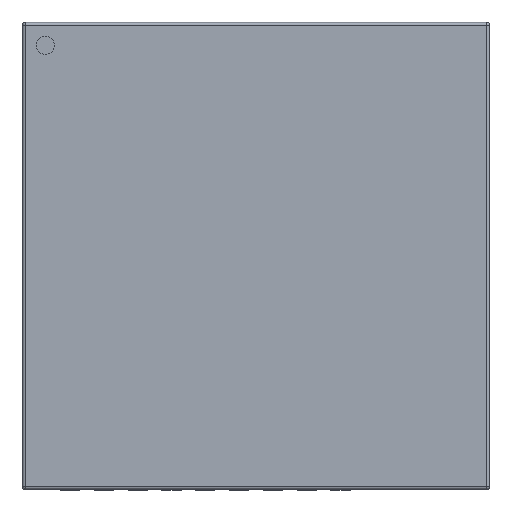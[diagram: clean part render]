
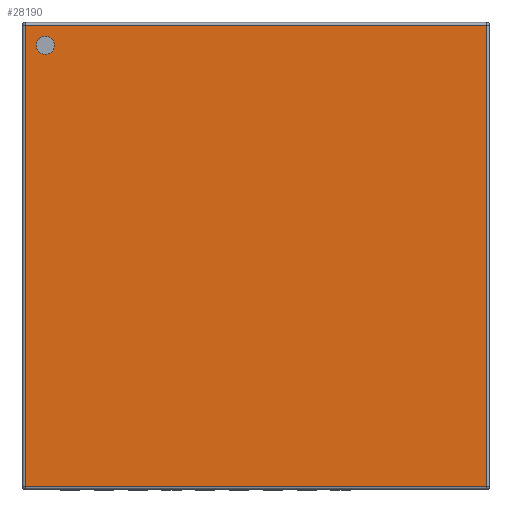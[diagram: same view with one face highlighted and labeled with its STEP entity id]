
A CAD part, top view. The second image highlights one B-rep face of the part: STEP entity #28190.
In plain terms, the highlighted planar face has unit normal (0, 0, 1).
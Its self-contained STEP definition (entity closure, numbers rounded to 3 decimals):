
#6318 = CYLINDRICAL_SURFACE('',#6319,0.05);
#6319 = AXIS2_PLACEMENT_3D('',#6320,#6321,#6322);
#6320 = CARTESIAN_POINT('',(4.44,4.44,0.83));
#6321 = DIRECTION('',(-0.,-1.,-0.));
#6322 = DIRECTION('',(0.,0.,1.));
#24090 = VERTEX_POINT('',#24091);
#24091 = CARTESIAN_POINT('',(4.44,4.44,0.88));
#24113 = VERTEX_POINT('',#24114);
#24114 = CARTESIAN_POINT('',(4.44,-4.44,0.88));
#24139 = EDGE_CURVE('',#24090,#24113,#24140,.T.);
#24140 = SURFACE_CURVE('',#24141,(#24145,#24152),.PCURVE_S1.);
#24141 = LINE('',#24142,#24143);
#24142 = CARTESIAN_POINT('',(4.44,4.44,0.88));
#24143 = VECTOR('',#24144,1.);
#24144 = DIRECTION('',(-0.,-1.,-0.));
#24145 = PCURVE('',#6318,#24146);
#24146 = DEFINITIONAL_REPRESENTATION('',(#24147),#24151);
#24147 = LINE('',#24148,#24149);
#24148 = CARTESIAN_POINT('',(-0.,0.));
#24149 = VECTOR('',#24150,1.);
#24150 = DIRECTION('',(-0.,1.));
#24151 = ( GEOMETRIC_REPRESENTATION_CONTEXT(2) 
PARAMETRIC_REPRESENTATION_CONTEXT() REPRESENTATION_CONTEXT('2D SPACE',''
  ) );
#24152 = PCURVE('',#24153,#24158);
#24153 = PLANE('',#24154);
#24154 = AXIS2_PLACEMENT_3D('',#24155,#24156,#24157);
#24155 = CARTESIAN_POINT('',(-4.49,-4.49,0.88));
#24156 = DIRECTION('',(0.,0.,1.));
#24157 = DIRECTION('',(1.,0.,0.));
#24158 = DEFINITIONAL_REPRESENTATION('',(#24159),#24163);
#24159 = LINE('',#24160,#24161);
#24160 = CARTESIAN_POINT('',(8.93,8.93));
#24161 = VECTOR('',#24162,1.);
#24162 = DIRECTION('',(-0.,-1.));
#24163 = ( GEOMETRIC_REPRESENTATION_CONTEXT(2) 
PARAMETRIC_REPRESENTATION_CONTEXT() REPRESENTATION_CONTEXT('2D SPACE',''
  ) );
#24550 = CYLINDRICAL_SURFACE('',#24551,0.05);
#24551 = AXIS2_PLACEMENT_3D('',#24552,#24553,#24554);
#24552 = CARTESIAN_POINT('',(-4.44,4.44,0.83));
#24553 = DIRECTION('',(-0.,-1.,-0.));
#24554 = DIRECTION('',(-1.,0.,0.));
#24930 = CYLINDRICAL_SURFACE('',#24931,0.05);
#24931 = AXIS2_PLACEMENT_3D('',#24932,#24933,#24934);
#24932 = CARTESIAN_POINT('',(-4.49,-4.44,0.83));
#24933 = DIRECTION('',(1.,0.,0.));
#24934 = DIRECTION('',(0.,-1.,0.));
#26755 = CYLINDRICAL_SURFACE('',#26756,0.05);
#26756 = AXIS2_PLACEMENT_3D('',#26757,#26758,#26759);
#26757 = CARTESIAN_POINT('',(-4.49,4.44,0.83));
#26758 = DIRECTION('',(1.,0.,0.));
#26759 = DIRECTION('',(0.,1.,0.));
#28190 = ADVANCED_FACE('',(#28191,#28261),#24153,.T.);
#28191 = FACE_BOUND('',#28192,.T.);
#28192 = EDGE_LOOP('',(#28193,#28216,#28217,#28240));
#28193 = ORIENTED_EDGE('',*,*,#28194,.T.);
#28194 = EDGE_CURVE('',#28195,#24113,#28197,.T.);
#28195 = VERTEX_POINT('',#28196);
#28196 = CARTESIAN_POINT('',(-4.44,-4.44,0.88));
#28197 = SURFACE_CURVE('',#28198,(#28202,#28209),.PCURVE_S1.);
#28198 = LINE('',#28199,#28200);
#28199 = CARTESIAN_POINT('',(-4.49,-4.44,0.88));
#28200 = VECTOR('',#28201,1.);
#28201 = DIRECTION('',(1.,0.,0.));
#28202 = PCURVE('',#24153,#28203);
#28203 = DEFINITIONAL_REPRESENTATION('',(#28204),#28208);
#28204 = LINE('',#28205,#28206);
#28205 = CARTESIAN_POINT('',(0.,0.05));
#28206 = VECTOR('',#28207,1.);
#28207 = DIRECTION('',(1.,0.));
#28208 = ( GEOMETRIC_REPRESENTATION_CONTEXT(2) 
PARAMETRIC_REPRESENTATION_CONTEXT() REPRESENTATION_CONTEXT('2D SPACE',''
  ) );
#28209 = PCURVE('',#24930,#28210);
#28210 = DEFINITIONAL_REPRESENTATION('',(#28211),#28215);
#28211 = LINE('',#28212,#28213);
#28212 = CARTESIAN_POINT('',(-1.571,0.));
#28213 = VECTOR('',#28214,1.);
#28214 = DIRECTION('',(-0.,1.));
#28215 = ( GEOMETRIC_REPRESENTATION_CONTEXT(2) 
PARAMETRIC_REPRESENTATION_CONTEXT() REPRESENTATION_CONTEXT('2D SPACE',''
  ) );
#28216 = ORIENTED_EDGE('',*,*,#24139,.F.);
#28217 = ORIENTED_EDGE('',*,*,#28218,.F.);
#28218 = EDGE_CURVE('',#28219,#24090,#28221,.T.);
#28219 = VERTEX_POINT('',#28220);
#28220 = CARTESIAN_POINT('',(-4.44,4.44,0.88));
#28221 = SURFACE_CURVE('',#28222,(#28226,#28233),.PCURVE_S1.);
#28222 = LINE('',#28223,#28224);
#28223 = CARTESIAN_POINT('',(-4.49,4.44,0.88));
#28224 = VECTOR('',#28225,1.);
#28225 = DIRECTION('',(1.,0.,0.));
#28226 = PCURVE('',#24153,#28227);
#28227 = DEFINITIONAL_REPRESENTATION('',(#28228),#28232);
#28228 = LINE('',#28229,#28230);
#28229 = CARTESIAN_POINT('',(0.,8.93));
#28230 = VECTOR('',#28231,1.);
#28231 = DIRECTION('',(1.,0.));
#28232 = ( GEOMETRIC_REPRESENTATION_CONTEXT(2) 
PARAMETRIC_REPRESENTATION_CONTEXT() REPRESENTATION_CONTEXT('2D SPACE',''
  ) );
#28233 = PCURVE('',#26755,#28234);
#28234 = DEFINITIONAL_REPRESENTATION('',(#28235),#28239);
#28235 = LINE('',#28236,#28237);
#28236 = CARTESIAN_POINT('',(1.571,0.));
#28237 = VECTOR('',#28238,1.);
#28238 = DIRECTION('',(0.,1.));
#28239 = ( GEOMETRIC_REPRESENTATION_CONTEXT(2) 
PARAMETRIC_REPRESENTATION_CONTEXT() REPRESENTATION_CONTEXT('2D SPACE',''
  ) );
#28240 = ORIENTED_EDGE('',*,*,#28241,.T.);
#28241 = EDGE_CURVE('',#28219,#28195,#28242,.T.);
#28242 = SURFACE_CURVE('',#28243,(#28247,#28254),.PCURVE_S1.);
#28243 = LINE('',#28244,#28245);
#28244 = CARTESIAN_POINT('',(-4.44,4.44,0.88));
#28245 = VECTOR('',#28246,1.);
#28246 = DIRECTION('',(-0.,-1.,-0.));
#28247 = PCURVE('',#24153,#28248);
#28248 = DEFINITIONAL_REPRESENTATION('',(#28249),#28253);
#28249 = LINE('',#28250,#28251);
#28250 = CARTESIAN_POINT('',(0.05,8.93));
#28251 = VECTOR('',#28252,1.);
#28252 = DIRECTION('',(-0.,-1.));
#28253 = ( GEOMETRIC_REPRESENTATION_CONTEXT(2) 
PARAMETRIC_REPRESENTATION_CONTEXT() REPRESENTATION_CONTEXT('2D SPACE',''
  ) );
#28254 = PCURVE('',#24550,#28255);
#28255 = DEFINITIONAL_REPRESENTATION('',(#28256),#28260);
#28256 = LINE('',#28257,#28258);
#28257 = CARTESIAN_POINT('',(-1.571,0.));
#28258 = VECTOR('',#28259,1.);
#28259 = DIRECTION('',(-0.,1.));
#28260 = ( GEOMETRIC_REPRESENTATION_CONTEXT(2) 
PARAMETRIC_REPRESENTATION_CONTEXT() REPRESENTATION_CONTEXT('2D SPACE',''
  ) );
#28261 = FACE_BOUND('',#28262,.T.);
#28262 = EDGE_LOOP('',(#28263));
#28263 = ORIENTED_EDGE('',*,*,#28264,.F.);
#28264 = EDGE_CURVE('',#28265,#28265,#28267,.T.);
#28265 = VERTEX_POINT('',#28266);
#28266 = CARTESIAN_POINT('',(-3.875,-4.05,0.88));
#28267 = SURFACE_CURVE('',#28268,(#28273,#28280),.PCURVE_S1.);
#28268 = CIRCLE('',#28269,0.175);
#28269 = AXIS2_PLACEMENT_3D('',#28270,#28271,#28272);
#28270 = CARTESIAN_POINT('',(-4.05,-4.05,0.88));
#28271 = DIRECTION('',(0.,0.,1.));
#28272 = DIRECTION('',(1.,0.,0.));
#28273 = PCURVE('',#24153,#28274);
#28274 = DEFINITIONAL_REPRESENTATION('',(#28275),#28279);
#28275 = CIRCLE('',#28276,0.175);
#28276 = AXIS2_PLACEMENT_2D('',#28277,#28278);
#28277 = CARTESIAN_POINT('',(0.44,0.44));
#28278 = DIRECTION('',(1.,0.));
#28279 = ( GEOMETRIC_REPRESENTATION_CONTEXT(2) 
PARAMETRIC_REPRESENTATION_CONTEXT() REPRESENTATION_CONTEXT('2D SPACE',''
  ) );
#28280 = PCURVE('',#28281,#28286);
#28281 = CYLINDRICAL_SURFACE('',#28282,0.175);
#28282 = AXIS2_PLACEMENT_3D('',#28283,#28284,#28285);
#28283 = CARTESIAN_POINT('',(-4.05,-4.05,0.88));
#28284 = DIRECTION('',(-0.,-0.,-1.));
#28285 = DIRECTION('',(1.,0.,0.));
#28286 = DEFINITIONAL_REPRESENTATION('',(#28287),#28291);
#28287 = LINE('',#28288,#28289);
#28288 = CARTESIAN_POINT('',(-0.,0.));
#28289 = VECTOR('',#28290,1.);
#28290 = DIRECTION('',(-1.,0.));
#28291 = ( GEOMETRIC_REPRESENTATION_CONTEXT(2) 
PARAMETRIC_REPRESENTATION_CONTEXT() REPRESENTATION_CONTEXT('2D SPACE',''
  ) );
